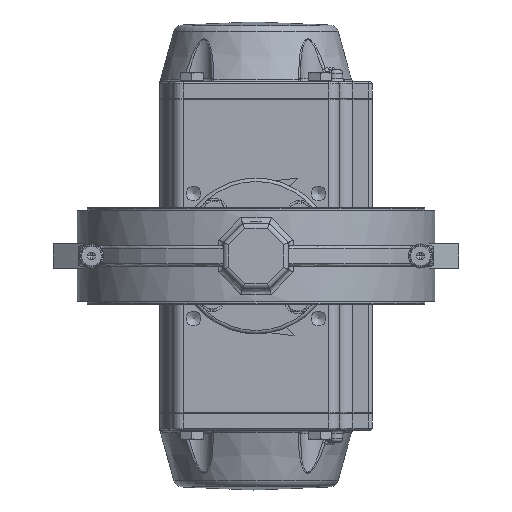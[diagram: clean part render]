
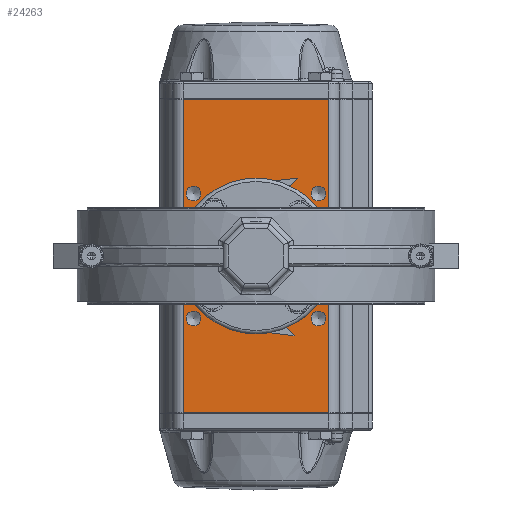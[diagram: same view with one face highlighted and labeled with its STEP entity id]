
A CAD part, front view. The second image highlights one B-rep face of the part: STEP entity #24263.
In plain terms, the highlighted planar face has unit normal (0, -1, 0).
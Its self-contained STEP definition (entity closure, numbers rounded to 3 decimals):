
#2590=LINE('',#54260,#3839);
#2591=LINE('',#54266,#3840);
#2592=LINE('',#54269,#3841);
#2593=LINE('',#54270,#3842);
#3839=VECTOR('',#34161,1000.);
#3840=VECTOR('',#34168,1000.);
#3841=VECTOR('',#34169,1000.);
#3842=VECTOR('',#34170,1000.);
#4426=PLANE('',#27753);
#10100=ORIENTED_EDGE('',*,*,#14063,.T.);
#10101=ORIENTED_EDGE('',*,*,#14064,.T.);
#10102=ORIENTED_EDGE('',*,*,#14060,.F.);
#10103=ORIENTED_EDGE('',*,*,#14065,.T.);
#10104=ORIENTED_EDGE('',*,*,#13934,.T.);
#10105=ORIENTED_EDGE('',*,*,#13933,.F.);
#10106=ORIENTED_EDGE('',*,*,#13931,.F.);
#10107=ORIENTED_EDGE('',*,*,#13929,.F.);
#10108=ORIENTED_EDGE('',*,*,#13927,.F.);
#10109=ORIENTED_EDGE('',*,*,#13925,.F.);
#10110=ORIENTED_EDGE('',*,*,#13923,.F.);
#10111=ORIENTED_EDGE('',*,*,#13921,.F.);
#10112=ORIENTED_EDGE('',*,*,#13919,.F.);
#13919=EDGE_CURVE('',#16424,#16424,#17987,.T.);
#13921=EDGE_CURVE('',#16427,#16427,#17989,.T.);
#13923=EDGE_CURVE('',#16430,#16430,#17991,.T.);
#13925=EDGE_CURVE('',#16433,#16433,#17993,.T.);
#13927=EDGE_CURVE('',#16436,#16436,#17995,.T.);
#13929=EDGE_CURVE('',#16439,#16439,#17997,.T.);
#13931=EDGE_CURVE('',#16442,#16442,#17999,.T.);
#13933=EDGE_CURVE('',#16445,#16445,#18001,.T.);
#13934=EDGE_CURVE('',#16446,#16446,#18002,.T.);
#14060=EDGE_CURVE('',#16552,#16553,#2590,.T.);
#14063=EDGE_CURVE('',#16554,#16555,#2591,.T.);
#14064=EDGE_CURVE('',#16555,#16553,#2592,.T.);
#14065=EDGE_CURVE('',#16552,#16554,#2593,.T.);
#16424=VERTEX_POINT('',#53940);
#16427=VERTEX_POINT('',#53947);
#16430=VERTEX_POINT('',#53954);
#16433=VERTEX_POINT('',#53961);
#16436=VERTEX_POINT('',#53968);
#16439=VERTEX_POINT('',#53975);
#16442=VERTEX_POINT('',#53982);
#16445=VERTEX_POINT('',#53989);
#16446=VERTEX_POINT('',#53992);
#16552=VERTEX_POINT('',#54261);
#16553=VERTEX_POINT('',#54262);
#16554=VERTEX_POINT('',#54267);
#16555=VERTEX_POINT('',#54268);
#17987=CIRCLE('',#27638,3.4);
#17989=CIRCLE('',#27642,3.4);
#17991=CIRCLE('',#27646,3.4);
#17993=CIRCLE('',#27650,3.4);
#17995=CIRCLE('',#27654,4.25);
#17997=CIRCLE('',#27658,4.25);
#17999=CIRCLE('',#27662,4.25);
#18001=CIRCLE('',#27666,4.25);
#18002=CIRCLE('',#27668,20.5);
#20036=EDGE_LOOP('',(#10100,#10101,#10102,#10103));
#20037=EDGE_LOOP('',(#10104));
#20038=EDGE_LOOP('',(#10105));
#20039=EDGE_LOOP('',(#10106));
#20040=EDGE_LOOP('',(#10107));
#20041=EDGE_LOOP('',(#10108));
#20042=EDGE_LOOP('',(#10109));
#20043=EDGE_LOOP('',(#10110));
#20044=EDGE_LOOP('',(#10111));
#20045=EDGE_LOOP('',(#10112));
#22157=FACE_BOUND('',#20036,.T.);
#22158=FACE_BOUND('',#20037,.T.);
#22159=FACE_BOUND('',#20038,.T.);
#22160=FACE_BOUND('',#20039,.T.);
#22161=FACE_BOUND('',#20040,.T.);
#22162=FACE_BOUND('',#20041,.T.);
#22163=FACE_BOUND('',#20042,.T.);
#22164=FACE_BOUND('',#20043,.T.);
#22165=FACE_BOUND('',#20044,.T.);
#22166=FACE_BOUND('',#20045,.T.);
#24263=ADVANCED_FACE('',(#22157,#22158,#22159,#22160,#22161,#22162,#22163,
#22164,#22165,#22166),#4426,.F.);
#27638=AXIS2_PLACEMENT_3D('',#53939,#33871,#33872);
#27642=AXIS2_PLACEMENT_3D('',#53946,#33879,#33880);
#27646=AXIS2_PLACEMENT_3D('',#53953,#33887,#33888);
#27650=AXIS2_PLACEMENT_3D('',#53960,#33895,#33896);
#27654=AXIS2_PLACEMENT_3D('',#53967,#33903,#33904);
#27658=AXIS2_PLACEMENT_3D('',#53974,#33911,#33912);
#27662=AXIS2_PLACEMENT_3D('',#53981,#33919,#33920);
#27666=AXIS2_PLACEMENT_3D('',#53988,#33927,#33928);
#27668=AXIS2_PLACEMENT_3D('',#53991,#33931,#33932);
#27753=AXIS2_PLACEMENT_3D('',#54265,#34166,#34167);
#33871=DIRECTION('',(0.,-1.,0.));
#33872=DIRECTION('',(0.,0.,-1.));
#33879=DIRECTION('',(0.,-1.,0.));
#33880=DIRECTION('',(0.,0.,-1.));
#33887=DIRECTION('',(0.,-1.,0.));
#33888=DIRECTION('',(0.,0.,-1.));
#33895=DIRECTION('',(0.,-1.,0.));
#33896=DIRECTION('',(0.,0.,-1.));
#33903=DIRECTION('',(0.,-1.,0.));
#33904=DIRECTION('',(0.,0.,-1.));
#33911=DIRECTION('',(0.,-1.,0.));
#33912=DIRECTION('',(0.,0.,-1.));
#33919=DIRECTION('',(0.,-1.,0.));
#33920=DIRECTION('',(0.,0.,-1.));
#33927=DIRECTION('',(0.,-1.,0.));
#33928=DIRECTION('',(0.,0.,-1.));
#33931=DIRECTION('',(0.,1.,0.));
#33932=DIRECTION('',(0.,0.,1.));
#34161=DIRECTION('',(0.,0.,-1.));
#34166=DIRECTION('',(0.,1.,0.));
#34167=DIRECTION('',(1.,0.,0.));
#34168=DIRECTION('',(0.,0.,-1.));
#34169=DIRECTION('',(1.,0.,0.));
#34170=DIRECTION('',(-1.,0.,0.));
#53939=CARTESIAN_POINT('',(24.749,-64.,24.749));
#53940=CARTESIAN_POINT('',(24.749,-64.,21.349));
#53946=CARTESIAN_POINT('',(24.749,-64.,-24.749));
#53947=CARTESIAN_POINT('',(24.749,-64.,-28.149));
#53953=CARTESIAN_POINT('',(-24.749,-64.,-24.749));
#53954=CARTESIAN_POINT('',(-24.749,-64.,-28.149));
#53960=CARTESIAN_POINT('',(-24.749,-64.,24.749));
#53961=CARTESIAN_POINT('',(-24.749,-64.,21.349));
#53967=CARTESIAN_POINT('',(36.062,-64.,36.062));
#53968=CARTESIAN_POINT('',(36.062,-64.,31.812));
#53974=CARTESIAN_POINT('',(36.062,-64.,-36.062));
#53975=CARTESIAN_POINT('',(36.062,-64.,-40.312));
#53981=CARTESIAN_POINT('',(-36.062,-64.,-36.062));
#53982=CARTESIAN_POINT('',(-36.062,-64.,-40.312));
#53988=CARTESIAN_POINT('',(-36.062,-64.,36.062));
#53989=CARTESIAN_POINT('',(-36.062,-64.,31.812));
#53991=CARTESIAN_POINT('',(0.,-64.,0.));
#53992=CARTESIAN_POINT('',(0.,-64.,20.5));
#54260=CARTESIAN_POINT('',(42.,-64.,91.));
#54261=CARTESIAN_POINT('',(42.,-64.,90.5));
#54262=CARTESIAN_POINT('',(42.,-64.,-90.5));
#54265=CARTESIAN_POINT('',(-42.,-64.,91.));
#54266=CARTESIAN_POINT('',(-42.,-64.,91.));
#54267=CARTESIAN_POINT('',(-42.,-64.,90.5));
#54268=CARTESIAN_POINT('',(-42.,-64.,-90.5));
#54269=CARTESIAN_POINT('',(-42.,-64.,-90.5));
#54270=CARTESIAN_POINT('',(-42.,-64.,90.5));
